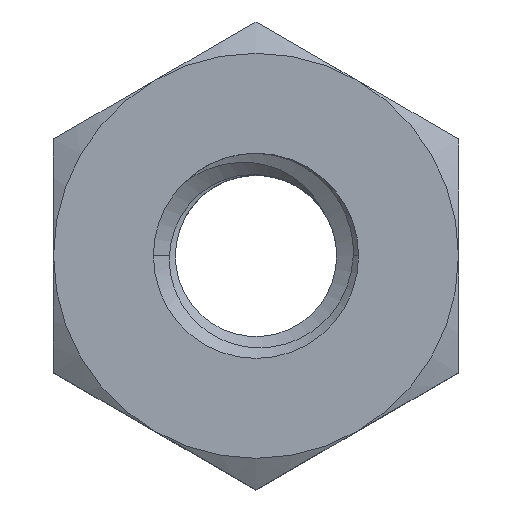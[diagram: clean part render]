
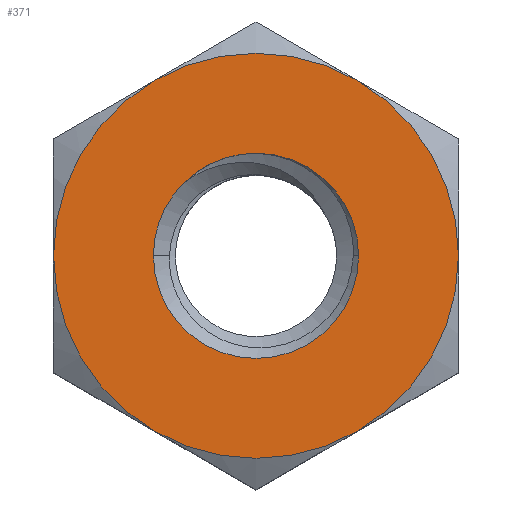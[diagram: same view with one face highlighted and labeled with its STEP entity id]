
A CAD part, top view. The second image highlights one B-rep face of the part: STEP entity #371.
In plain terms, the highlighted planar face has unit normal (0, 0, 1).
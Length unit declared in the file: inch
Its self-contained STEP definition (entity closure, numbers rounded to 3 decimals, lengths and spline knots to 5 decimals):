
#26 = FACE_OUTER_BOUND ( 'NONE', #277, .T. ) ;
#77 = FACE_BOUND ( 'NONE', #120, .T. ) ;
#120 = EDGE_LOOP ( 'NONE', ( #6718, #6762, #6886, #6681 ) ) ;
#277 = EDGE_LOOP ( 'NONE', ( #6727, #6688, #6678, #6749, #6935, #6677 ) ) ;
#371 = ADVANCED_FACE ( 'NONE', ( #77, #26 ), #5630, .T. ) ;
#1299 = CARTESIAN_POINT ( 'NONE',  ( -0.09375, 0.16238, 0. ) ) ;
#1331 = CARTESIAN_POINT ( 'NONE',  ( -0.06656, 0.06778, 0. ) ) ;
#1338 = CARTESIAN_POINT ( 'NONE',  ( 0.09375, 0.16238, 0. ) ) ;
#1343 = CARTESIAN_POINT ( 'NONE',  ( -0.1875, 0., 0. ) ) ;
#1344 = CARTESIAN_POINT ( 'NONE',  ( 0.095, 0., 0. ) ) ;
#1347 = CARTESIAN_POINT ( 'NONE',  ( -0.09375, -0.16238, 0. ) ) ;
#1361 = CARTESIAN_POINT ( 'NONE',  ( 0.09375, -0.16238, 0. ) ) ;
#1366 = CARTESIAN_POINT ( 'NONE',  ( -0.095, 0., 0. ) ) ;
#1370 = CARTESIAN_POINT ( 'NONE',  ( 0., 0.095, 0. ) ) ;
#1427 = CARTESIAN_POINT ( 'NONE',  ( 0.1875, 0., 0. ) ) ;
#1506 = DIRECTION ( 'NONE',  ( 1., 0., 0. ) ) ;
#1507 = DIRECTION ( 'NONE',  ( 0., 0., 1. ) ) ;
#1508 = CARTESIAN_POINT ( 'NONE',  ( 0., 0., 0. ) ) ;
#1528 = DIRECTION ( 'NONE',  ( 1., 0., 0. ) ) ;
#1529 = DIRECTION ( 'NONE',  ( 0., 0., 1. ) ) ;
#1531 = CARTESIAN_POINT ( 'NONE',  ( 0., 0., 0. ) ) ;
#1843 = EDGE_CURVE ( 'NONE', #5763, #5792, #4694, .T. ) ;
#1846 = EDGE_CURVE ( 'NONE', #5799, #5752, #4859, .T. ) ;
#1849 = EDGE_CURVE ( 'NONE', #5831, #5777, #4858, .T. ) ;
#1850 = EDGE_CURVE ( 'NONE', #5777, #5772, #4770, .T. ) ;
#1851 = EDGE_CURVE ( 'NONE', #5768, #5763, #4784, .T. ) ;
#1852 = EDGE_CURVE ( 'NONE', #5772, #5768, #4771, .T. ) ;
#1858 = EDGE_CURVE ( 'NONE', #5792, #5831, #4698, .T. ) ;
#1943 = EDGE_CURVE ( 'NONE', #5745, #5799, #4775, .T. ) ;
#2151 = EDGE_CURVE ( 'NONE', #5760, #5745, #3914, .T. ) ;
#2155 = EDGE_CURVE ( 'NONE', #5752, #5760, #3913, .T. ) ;
#2184 = AXIS2_PLACEMENT_3D ( 'NONE', #5629, #5624, #5623 ) ;
#2235 = AXIS2_PLACEMENT_3D ( 'NONE', #3869, #3865, #3864 ) ;
#2241 = AXIS2_PLACEMENT_3D ( 'NONE', #7478, #7468, #7467 ) ;
#2244 = AXIS2_PLACEMENT_3D ( 'NONE', #3851, #3842, #3841 ) ;
#2245 = AXIS2_PLACEMENT_3D ( 'NONE', #3846, #3839, #3836 ) ;
#2264 = AXIS2_PLACEMENT_3D ( 'NONE', #3848, #3845, #3844 ) ;
#2265 = AXIS2_PLACEMENT_3D ( 'NONE', #3834, #3876, #3875 ) ;
#2267 = AXIS2_PLACEMENT_3D ( 'NONE', #3843, #3831, #3830 ) ;
#2275 = AXIS2_PLACEMENT_3D ( 'NONE', #5399, #5397, #5396 ) ;
#2304 = AXIS2_PLACEMENT_3D ( 'NONE', #1508, #1507, #1506 ) ;
#2305 = AXIS2_PLACEMENT_3D ( 'NONE', #1531, #1529, #1528 ) ;
#3830 = DIRECTION ( 'NONE',  ( 1., 0., 0. ) ) ;
#3831 = DIRECTION ( 'NONE',  ( 0., 0., 1. ) ) ;
#3834 = CARTESIAN_POINT ( 'NONE',  ( 0., 0., 0. ) ) ;
#3836 = DIRECTION ( 'NONE',  ( 1., 0., 0. ) ) ;
#3839 = DIRECTION ( 'NONE',  ( 0., 0., 1. ) ) ;
#3841 = DIRECTION ( 'NONE',  ( 1., 0., 0. ) ) ;
#3842 = DIRECTION ( 'NONE',  ( 0., 0., 1. ) ) ;
#3843 = CARTESIAN_POINT ( 'NONE',  ( 0., 0., 0. ) ) ;
#3844 = DIRECTION ( 'NONE',  ( 1., 0., 0. ) ) ;
#3845 = DIRECTION ( 'NONE',  ( 0., 0., 1. ) ) ;
#3846 = CARTESIAN_POINT ( 'NONE',  ( 0., 0., 0. ) ) ;
#3848 = CARTESIAN_POINT ( 'NONE',  ( 0., 0., 0. ) ) ;
#3851 = CARTESIAN_POINT ( 'NONE',  ( 0., 0., 0. ) ) ;
#3864 = DIRECTION ( 'NONE',  ( 1., 0., 0. ) ) ;
#3865 = DIRECTION ( 'NONE',  ( 0., 0., 1. ) ) ;
#3869 = CARTESIAN_POINT ( 'NONE',  ( 0., 0., 0. ) ) ;
#3875 = DIRECTION ( 'NONE',  ( 1., 0., 0. ) ) ;
#3876 = DIRECTION ( 'NONE',  ( 0., 0., 1. ) ) ;
#3913 = CIRCLE ( 'NONE', #2305, 0.095 ) ;
#3914 = CIRCLE ( 'NONE', #2304, 0.095 ) ;
#4694 = CIRCLE ( 'NONE', #2265, 0.1875 ) ;
#4698 = CIRCLE ( 'NONE', #2241, 0.1875 ) ;
#4770 = CIRCLE ( 'NONE', #2244, 0.1875 ) ;
#4771 = CIRCLE ( 'NONE', #2267, 0.1875 ) ;
#4775 = CIRCLE ( 'NONE', #2275, 0.095 ) ;
#4784 = CIRCLE ( 'NONE', #2245, 0.1875 ) ;
#4858 = CIRCLE ( 'NONE', #2264, 0.1875 ) ;
#4859 = CIRCLE ( 'NONE', #2235, 0.095 ) ;
#5396 = DIRECTION ( 'NONE',  ( 1., 0., 0. ) ) ;
#5397 = DIRECTION ( 'NONE',  ( 0., 0., 1. ) ) ;
#5399 = CARTESIAN_POINT ( 'NONE',  ( 0., 0., 0. ) ) ;
#5623 = DIRECTION ( 'NONE',  ( 1., 0., 0. ) ) ;
#5624 = DIRECTION ( 'NONE',  ( 0., 0., 1. ) ) ;
#5629 = CARTESIAN_POINT ( 'NONE',  ( 0., 0.21651, 0. ) ) ;
#5630 = PLANE ( 'NONE',  #2184 ) ;
#5745 = VERTEX_POINT ( 'NONE', #1370 ) ;
#5752 = VERTEX_POINT ( 'NONE', #1366 ) ;
#5760 = VERTEX_POINT ( 'NONE', #1344 ) ;
#5763 = VERTEX_POINT ( 'NONE', #1427 ) ;
#5768 = VERTEX_POINT ( 'NONE', #1361 ) ;
#5772 = VERTEX_POINT ( 'NONE', #1347 ) ;
#5777 = VERTEX_POINT ( 'NONE', #1343 ) ;
#5792 = VERTEX_POINT ( 'NONE', #1338 ) ;
#5799 = VERTEX_POINT ( 'NONE', #1331 ) ;
#5831 = VERTEX_POINT ( 'NONE', #1299 ) ;
#6677 = ORIENTED_EDGE ( 'NONE', *, *, #1852, .T. ) ;
#6678 = ORIENTED_EDGE ( 'NONE', *, *, #1858, .T. ) ;
#6681 = ORIENTED_EDGE ( 'NONE', *, *, #2155, .F. ) ;
#6688 = ORIENTED_EDGE ( 'NONE', *, *, #1843, .T. ) ;
#6718 = ORIENTED_EDGE ( 'NONE', *, *, #1846, .F. ) ;
#6727 = ORIENTED_EDGE ( 'NONE', *, *, #1851, .T. ) ;
#6749 = ORIENTED_EDGE ( 'NONE', *, *, #1849, .T. ) ;
#6762 = ORIENTED_EDGE ( 'NONE', *, *, #1943, .F. ) ;
#6886 = ORIENTED_EDGE ( 'NONE', *, *, #2151, .F. ) ;
#6935 = ORIENTED_EDGE ( 'NONE', *, *, #1850, .T. ) ;
#7467 = DIRECTION ( 'NONE',  ( 1., 0., 0. ) ) ;
#7468 = DIRECTION ( 'NONE',  ( 0., 0., 1. ) ) ;
#7478 = CARTESIAN_POINT ( 'NONE',  ( 0., 0., 0. ) ) ;
